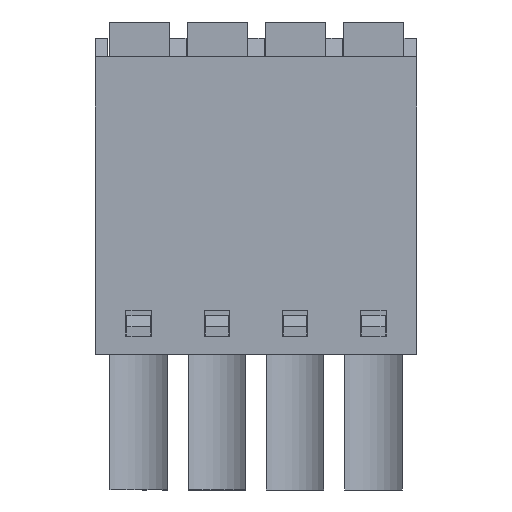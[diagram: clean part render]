
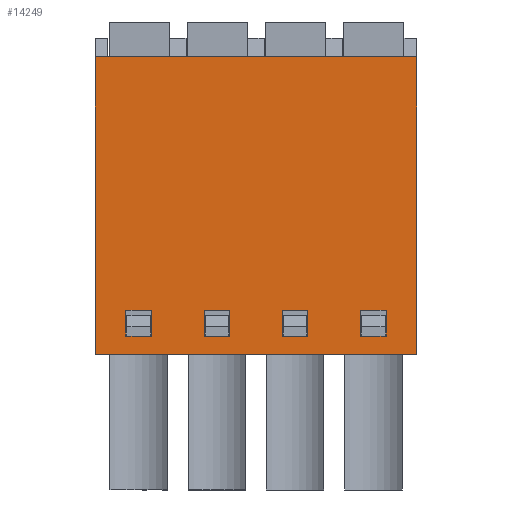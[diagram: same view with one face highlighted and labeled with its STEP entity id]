
A CAD part, front view. The second image highlights one B-rep face of the part: STEP entity #14249.
In plain terms, the highlighted planar face has unit normal (0, -1, 0).
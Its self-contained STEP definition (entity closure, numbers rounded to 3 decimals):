
#391=LINE('',#20154,#2202);
#498=LINE('',#20363,#2309);
#536=LINE('',#20434,#2347);
#696=LINE('',#20797,#2507);
#803=LINE('',#21060,#2614);
#912=LINE('',#21353,#2723);
#919=LINE('',#21370,#2730);
#920=LINE('',#21372,#2731);
#921=LINE('',#21374,#2732);
#922=LINE('',#21375,#2733);
#923=LINE('',#21377,#2734);
#924=LINE('',#21379,#2735);
#925=LINE('',#21380,#2736);
#926=LINE('',#21382,#2737);
#927=LINE('',#21384,#2738);
#928=LINE('',#21385,#2739);
#929=LINE('',#21387,#2740);
#930=LINE('',#21389,#2741);
#931=LINE('',#21390,#2742);
#932=LINE('',#21391,#2743);
#2202=VECTOR('',#16193,1000.);
#2309=VECTOR('',#16314,1000.);
#2347=VECTOR('',#16356,1000.);
#2507=VECTOR('',#16622,1000.);
#2614=VECTOR('',#16835,1000.);
#2723=VECTOR('',#17058,1000.);
#2730=VECTOR('',#17075,1000.);
#2731=VECTOR('',#17076,1000.);
#2732=VECTOR('',#17077,1000.);
#2733=VECTOR('',#17078,1000.);
#2734=VECTOR('',#17079,1000.);
#2735=VECTOR('',#17080,1000.);
#2736=VECTOR('',#17081,1000.);
#2737=VECTOR('',#17082,1000.);
#2738=VECTOR('',#17083,1000.);
#2739=VECTOR('',#17084,1000.);
#2740=VECTOR('',#17085,1000.);
#2741=VECTOR('',#17086,1000.);
#2742=VECTOR('',#17087,1000.);
#2743=VECTOR('',#17088,1000.);
#4868=ORIENTED_EDGE('',*,*,#8443,.F.);
#4869=ORIENTED_EDGE('',*,*,#8891,.F.);
#4870=ORIENTED_EDGE('',*,*,#8892,.F.);
#4871=ORIENTED_EDGE('',*,*,#8893,.F.);
#4872=ORIENTED_EDGE('',*,*,#8622,.F.);
#4873=ORIENTED_EDGE('',*,*,#8894,.F.);
#4874=ORIENTED_EDGE('',*,*,#8895,.F.);
#4875=ORIENTED_EDGE('',*,*,#8896,.F.);
#4876=ORIENTED_EDGE('',*,*,#8749,.F.);
#4877=ORIENTED_EDGE('',*,*,#8897,.F.);
#4878=ORIENTED_EDGE('',*,*,#8898,.F.);
#4879=ORIENTED_EDGE('',*,*,#8899,.F.);
#4880=ORIENTED_EDGE('',*,*,#8882,.F.);
#4881=ORIENTED_EDGE('',*,*,#8900,.F.);
#4882=ORIENTED_EDGE('',*,*,#8901,.F.);
#4883=ORIENTED_EDGE('',*,*,#8902,.F.);
#4884=ORIENTED_EDGE('',*,*,#8903,.T.);
#4885=ORIENTED_EDGE('',*,*,#8405,.F.);
#4886=ORIENTED_EDGE('',*,*,#8904,.F.);
#4887=ORIENTED_EDGE('',*,*,#8298,.T.);
#8298=EDGE_CURVE('',#10388,#10387,#391,.T.);
#8405=EDGE_CURVE('',#10482,#10483,#498,.T.);
#8443=EDGE_CURVE('',#10513,#10514,#536,.T.);
#8622=EDGE_CURVE('',#10647,#10648,#696,.T.);
#8749=EDGE_CURVE('',#10734,#10735,#803,.T.);
#8882=EDGE_CURVE('',#10827,#10828,#912,.T.);
#8891=EDGE_CURVE('',#10833,#10513,#919,.T.);
#8892=EDGE_CURVE('',#10834,#10833,#920,.T.);
#8893=EDGE_CURVE('',#10514,#10834,#921,.T.);
#8894=EDGE_CURVE('',#10835,#10647,#922,.T.);
#8895=EDGE_CURVE('',#10836,#10835,#923,.T.);
#8896=EDGE_CURVE('',#10648,#10836,#924,.T.);
#8897=EDGE_CURVE('',#10837,#10734,#925,.T.);
#8898=EDGE_CURVE('',#10838,#10837,#926,.T.);
#8899=EDGE_CURVE('',#10735,#10838,#927,.T.);
#8900=EDGE_CURVE('',#10839,#10827,#928,.T.);
#8901=EDGE_CURVE('',#10840,#10839,#929,.T.);
#8902=EDGE_CURVE('',#10828,#10840,#930,.T.);
#8903=EDGE_CURVE('',#10387,#10483,#931,.T.);
#8904=EDGE_CURVE('',#10388,#10482,#932,.T.);
#10387=VERTEX_POINT('',#20153);
#10388=VERTEX_POINT('',#20155);
#10482=VERTEX_POINT('',#20362);
#10483=VERTEX_POINT('',#20364);
#10513=VERTEX_POINT('',#20433);
#10514=VERTEX_POINT('',#20435);
#10647=VERTEX_POINT('',#20796);
#10648=VERTEX_POINT('',#20798);
#10734=VERTEX_POINT('',#21059);
#10735=VERTEX_POINT('',#21061);
#10827=VERTEX_POINT('',#21352);
#10828=VERTEX_POINT('',#21354);
#10833=VERTEX_POINT('',#21371);
#10834=VERTEX_POINT('',#21373);
#10835=VERTEX_POINT('',#21376);
#10836=VERTEX_POINT('',#21378);
#10837=VERTEX_POINT('',#21381);
#10838=VERTEX_POINT('',#21383);
#10839=VERTEX_POINT('',#21386);
#10840=VERTEX_POINT('',#21388);
#12093=EDGE_LOOP('',(#4868,#4869,#4870,#4871));
#12094=EDGE_LOOP('',(#4872,#4873,#4874,#4875));
#12095=EDGE_LOOP('',(#4876,#4877,#4878,#4879));
#12096=EDGE_LOOP('',(#4880,#4881,#4882,#4883));
#12097=EDGE_LOOP('',(#4884,#4885,#4886,#4887));
#12872=FACE_BOUND('',#12093,.T.);
#12873=FACE_BOUND('',#12094,.T.);
#12874=FACE_BOUND('',#12095,.T.);
#12875=FACE_BOUND('',#12096,.T.);
#12876=FACE_BOUND('',#12097,.T.);
#13627=PLANE('',#15125);
#14249=ADVANCED_FACE('',(#12872,#12873,#12874,#12875,#12876),#13627,.F.);
#15125=AXIS2_PLACEMENT_3D('',#21369,#17073,#17074);
#16193=DIRECTION('',(-1.,0.,0.));
#16314=DIRECTION('',(-1.,0.,0.));
#16356=DIRECTION('',(1.,0.,0.));
#16622=DIRECTION('',(1.,0.,0.));
#16835=DIRECTION('',(1.,0.,0.));
#17058=DIRECTION('',(1.,0.,0.));
#17073=DIRECTION('',(0.,1.,0.));
#17074=DIRECTION('',(0.,0.,1.));
#17075=DIRECTION('',(0.,0.,-1.));
#17076=DIRECTION('',(-1.,0.,0.));
#17077=DIRECTION('',(0.,0.,1.));
#17078=DIRECTION('',(0.,0.,-1.));
#17079=DIRECTION('',(-1.,0.,0.));
#17080=DIRECTION('',(0.,0.,1.));
#17081=DIRECTION('',(0.,0.,-1.));
#17082=DIRECTION('',(-1.,0.,0.));
#17083=DIRECTION('',(0.,0.,1.));
#17084=DIRECTION('',(0.,0.,-1.));
#17085=DIRECTION('',(-1.,0.,0.));
#17086=DIRECTION('',(0.,0.,1.));
#17087=DIRECTION('',(0.,0.,-1.));
#17088=DIRECTION('',(0.,0.,-1.));
#20153=CARTESIAN_POINT('',(-7.82,-3.9,7.25));
#20154=CARTESIAN_POINT('',(7.82,-3.9,7.25));
#20155=CARTESIAN_POINT('',(7.82,-3.9,7.25));
#20362=CARTESIAN_POINT('',(7.82,-3.9,-7.25));
#20363=CARTESIAN_POINT('',(7.82,-3.9,-7.25));
#20364=CARTESIAN_POINT('',(-7.82,-3.9,-7.25));
#20433=CARTESIAN_POINT('',(-6.34,-3.9,-6.35));
#20434=CARTESIAN_POINT('',(-6.34,-3.9,-6.35));
#20435=CARTESIAN_POINT('',(-5.09,-3.9,-6.35));
#20796=CARTESIAN_POINT('',(-2.53,-3.9,-6.35));
#20797=CARTESIAN_POINT('',(-2.53,-3.9,-6.35));
#20798=CARTESIAN_POINT('',(-1.28,-3.9,-6.35));
#21059=CARTESIAN_POINT('',(1.28,-3.9,-6.35));
#21060=CARTESIAN_POINT('',(1.28,-3.9,-6.35));
#21061=CARTESIAN_POINT('',(2.53,-3.9,-6.35));
#21352=CARTESIAN_POINT('',(5.09,-3.9,-6.35));
#21353=CARTESIAN_POINT('',(5.09,-3.9,-6.35));
#21354=CARTESIAN_POINT('',(6.34,-3.9,-6.35));
#21369=CARTESIAN_POINT('',(7.82,-3.9,7.25));
#21370=CARTESIAN_POINT('',(-6.34,-3.9,-5.1));
#21371=CARTESIAN_POINT('',(-6.34,-3.9,-5.1));
#21372=CARTESIAN_POINT('',(-5.09,-3.9,-5.1));
#21373=CARTESIAN_POINT('',(-5.09,-3.9,-5.1));
#21374=CARTESIAN_POINT('',(-5.09,-3.9,-6.35));
#21375=CARTESIAN_POINT('',(-2.53,-3.9,-5.1));
#21376=CARTESIAN_POINT('',(-2.53,-3.9,-5.1));
#21377=CARTESIAN_POINT('',(-1.28,-3.9,-5.1));
#21378=CARTESIAN_POINT('',(-1.28,-3.9,-5.1));
#21379=CARTESIAN_POINT('',(-1.28,-3.9,-6.35));
#21380=CARTESIAN_POINT('',(1.28,-3.9,-5.1));
#21381=CARTESIAN_POINT('',(1.28,-3.9,-5.1));
#21382=CARTESIAN_POINT('',(2.53,-3.9,-5.1));
#21383=CARTESIAN_POINT('',(2.53,-3.9,-5.1));
#21384=CARTESIAN_POINT('',(2.53,-3.9,-6.35));
#21385=CARTESIAN_POINT('',(5.09,-3.9,-5.1));
#21386=CARTESIAN_POINT('',(5.09,-3.9,-5.1));
#21387=CARTESIAN_POINT('',(6.34,-3.9,-5.1));
#21388=CARTESIAN_POINT('',(6.34,-3.9,-5.1));
#21389=CARTESIAN_POINT('',(6.34,-3.9,-6.35));
#21390=CARTESIAN_POINT('',(-7.82,-3.9,7.25));
#21391=CARTESIAN_POINT('',(7.82,-3.9,7.25));
